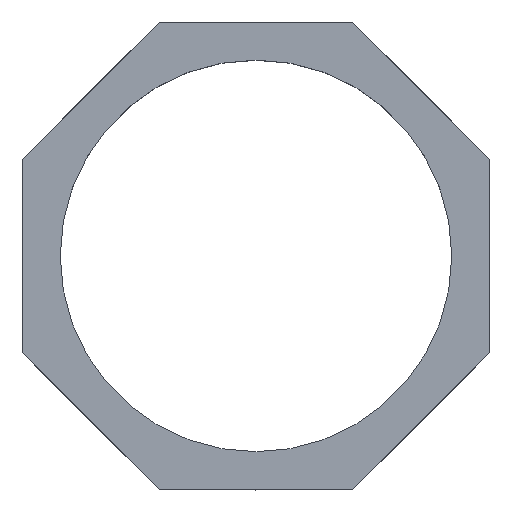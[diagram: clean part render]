
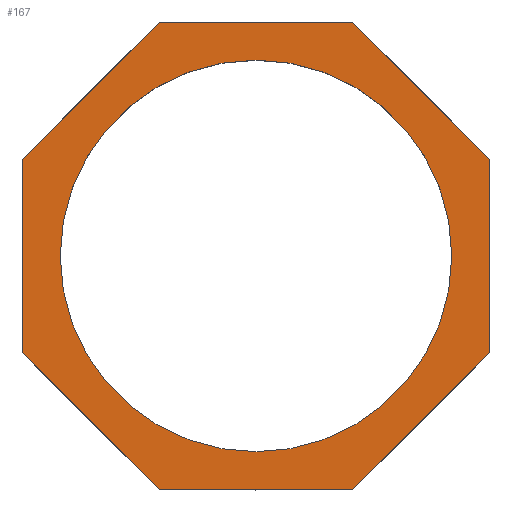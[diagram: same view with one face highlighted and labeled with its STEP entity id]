
A CAD part, top view. The second image highlights one B-rep face of the part: STEP entity #167.
In plain terms, the highlighted planar face has unit normal (0, 0, 1).
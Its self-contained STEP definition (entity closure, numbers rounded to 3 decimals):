
#23 = ORIENTED_EDGE ( 'NONE', *, *, #164, .F. ) ;
#24 = EDGE_LOOP ( 'NONE', ( #105, #169, #172, #110, #53, #54, #43, #47 ) ) ;
#28 = EDGE_LOOP ( 'NONE', ( #168, #23 ) ) ;
#40 = VERTEX_POINT ( 'NONE', #353 ) ;
#42 = EDGE_CURVE ( 'NONE', #52, #40, #250, .T. ) ;
#43 = ORIENTED_EDGE ( 'NONE', *, *, #42, .T. ) ;
#44 = EDGE_CURVE ( 'NONE', #40, #107, #246, .T. ) ;
#47 = ORIENTED_EDGE ( 'NONE', *, *, #44, .T. ) ;
#52 = VERTEX_POINT ( 'NONE', #242 ) ;
#53 = ORIENTED_EDGE ( 'NONE', *, *, #56, .T. ) ;
#54 = ORIENTED_EDGE ( 'NONE', *, *, #65, .T. ) ;
#55 = VERTEX_POINT ( 'NONE', #267 ) ;
#56 = EDGE_CURVE ( 'NONE', #112, #55, #258, .T. ) ;
#65 = EDGE_CURVE ( 'NONE', #55, #52, #254, .T. ) ;
#103 = EDGE_CURVE ( 'NONE', #171, #109, #409, .T. ) ;
#104 = EDGE_CURVE ( 'NONE', #165, #162, #482, .T. ) ;
#105 = ORIENTED_EDGE ( 'NONE', *, *, #106, .T. ) ;
#106 = EDGE_CURVE ( 'NONE', #107, #108, #477, .T. ) ;
#107 = VERTEX_POINT ( 'NONE', #473 ) ;
#108 = VERTEX_POINT ( 'NONE', #405 ) ;
#109 = VERTEX_POINT ( 'NONE', #404 ) ;
#110 = ORIENTED_EDGE ( 'NONE', *, *, #111, .T. ) ;
#111 = EDGE_CURVE ( 'NONE', #109, #112, #403, .T. ) ;
#112 = VERTEX_POINT ( 'NONE', #399 ) ;
#162 = VERTEX_POINT ( 'NONE', #688 ) ;
#164 = EDGE_CURVE ( 'NONE', #162, #165, #563, .T. ) ;
#165 = VERTEX_POINT ( 'NONE', #671 ) ;
#167 = ADVANCED_FACE ( 'NONE', ( #670, #669 ), #668, .F. ) ;
#168 = ORIENTED_EDGE ( 'NONE', *, *, #104, .F. ) ;
#169 = ORIENTED_EDGE ( 'NONE', *, *, #170, .T. ) ;
#170 = EDGE_CURVE ( 'NONE', #108, #171, #687, .T. ) ;
#171 = VERTEX_POINT ( 'NONE', #683 ) ;
#172 = ORIENTED_EDGE ( 'NONE', *, *, #103, .T. ) ;
#215 = DIRECTION ( 'NONE',  ( 0., 1., 0. ) ) ;
#216 = VECTOR ( 'NONE', #215, 1000. ) ;
#217 = CARTESIAN_POINT ( 'NONE',  ( 52.5, -21.746, 9.5 ) ) ;
#242 = CARTESIAN_POINT ( 'NONE',  ( 52.5, 21.746, 9.5 ) ) ;
#243 = DIRECTION ( 'NONE',  ( -1., 0., 0. ) ) ;
#244 = VECTOR ( 'NONE', #243, 1000. ) ;
#245 = CARTESIAN_POINT ( 'NONE',  ( 21.746, 52.5, 9.5 ) ) ;
#246 = LINE ( 'NONE', #245, #244 ) ;
#247 = DIRECTION ( 'NONE',  ( -0.707, 0.707, 0. ) ) ;
#248 = VECTOR ( 'NONE', #247, 1000. ) ;
#249 = CARTESIAN_POINT ( 'NONE',  ( 52.5, 21.746, 9.5 ) ) ;
#250 = LINE ( 'NONE', #249, #248 ) ;
#254 = LINE ( 'NONE', #217, #216 ) ;
#255 = DIRECTION ( 'NONE',  ( 0.707, 0.707, 0. ) ) ;
#256 = VECTOR ( 'NONE', #255, 1000. ) ;
#257 = CARTESIAN_POINT ( 'NONE',  ( 21.746, -52.5, 9.5 ) ) ;
#258 = LINE ( 'NONE', #257, #256 ) ;
#267 = CARTESIAN_POINT ( 'NONE',  ( 52.5, -21.746, 9.5 ) ) ;
#353 = CARTESIAN_POINT ( 'NONE',  ( 21.746, 52.5, 9.5 ) ) ;
#399 = CARTESIAN_POINT ( 'NONE',  ( 21.746, -52.5, 9.5 ) ) ;
#400 = DIRECTION ( 'NONE',  ( 1., 0., 0. ) ) ;
#401 = VECTOR ( 'NONE', #400, 1000. ) ;
#402 = CARTESIAN_POINT ( 'NONE',  ( -21.746, -52.5, 9.5 ) ) ;
#403 = LINE ( 'NONE', #402, #401 ) ;
#404 = CARTESIAN_POINT ( 'NONE',  ( -21.746, -52.5, 9.5 ) ) ;
#405 = CARTESIAN_POINT ( 'NONE',  ( -52.5, 21.746, 9.5 ) ) ;
#406 = DIRECTION ( 'NONE',  ( 0.707, -0.707, 0. ) ) ;
#407 = VECTOR ( 'NONE', #406, 1000. ) ;
#408 = CARTESIAN_POINT ( 'NONE',  ( -52.5, -21.746, 9.5 ) ) ;
#409 = LINE ( 'NONE', #408, #407 ) ;
#473 = CARTESIAN_POINT ( 'NONE',  ( -21.746, 52.5, 9.5 ) ) ;
#474 = DIRECTION ( 'NONE',  ( -0.707, -0.707, 0. ) ) ;
#475 = VECTOR ( 'NONE', #474, 1000. ) ;
#476 = CARTESIAN_POINT ( 'NONE',  ( -21.746, 52.5, 9.5 ) ) ;
#477 = LINE ( 'NONE', #476, #475 ) ;
#478 = DIRECTION ( 'NONE',  ( 1., 0., 0. ) ) ;
#479 = DIRECTION ( 'NONE',  ( 0., 0., 1. ) ) ;
#480 = CARTESIAN_POINT ( 'NONE',  ( 0., 0., 9.5 ) ) ;
#481 = AXIS2_PLACEMENT_3D ( 'NONE', #480, #479, #478 ) ;
#482 = CIRCLE ( 'NONE', #481, 43.942 ) ;
#562 = AXIS2_PLACEMENT_3D ( 'NONE', #674, #673, #672 ) ;
#563 = CIRCLE ( 'NONE', #562, 43.942 ) ;
#588 = CARTESIAN_POINT ( 'NONE',  ( 0., 60.622, 9.5 ) ) ;
#589 = AXIS2_PLACEMENT_3D ( 'NONE', #588, #591, #590 ) ;
#590 = DIRECTION ( 'NONE',  ( -1., 0., 0. ) ) ;
#591 = DIRECTION ( 'NONE',  ( 0., 0., -1. ) ) ;
#668 = PLANE ( 'NONE',  #589 ) ;
#669 = FACE_OUTER_BOUND ( 'NONE', #24, .T. ) ;
#670 = FACE_BOUND ( 'NONE', #28, .T. ) ;
#671 = CARTESIAN_POINT ( 'NONE',  ( 43.942, 0., 9.5 ) ) ;
#672 = DIRECTION ( 'NONE',  ( 1., 0., 0. ) ) ;
#673 = DIRECTION ( 'NONE',  ( 0., 0., 1. ) ) ;
#674 = CARTESIAN_POINT ( 'NONE',  ( 0., 0., 9.5 ) ) ;
#683 = CARTESIAN_POINT ( 'NONE',  ( -52.5, -21.746, 9.5 ) ) ;
#684 = DIRECTION ( 'NONE',  ( 0., -1., 0. ) ) ;
#685 = VECTOR ( 'NONE', #684, 1000. ) ;
#686 = CARTESIAN_POINT ( 'NONE',  ( -52.5, 21.746, 9.5 ) ) ;
#687 = LINE ( 'NONE', #686, #685 ) ;
#688 = CARTESIAN_POINT ( 'NONE',  ( -43.942, 0., 9.5 ) ) ;
